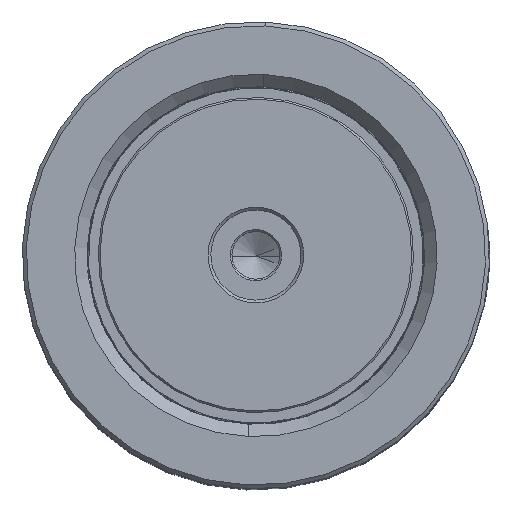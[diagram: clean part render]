
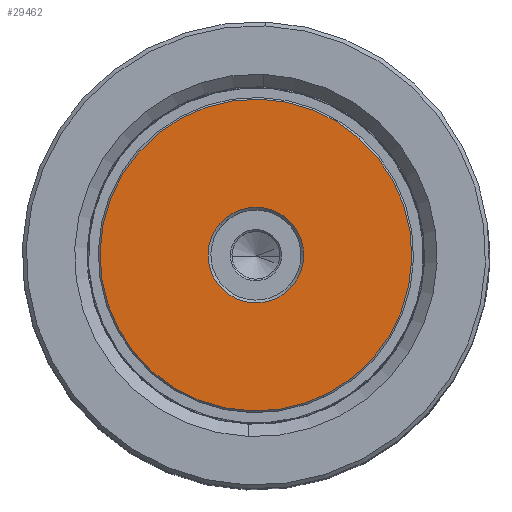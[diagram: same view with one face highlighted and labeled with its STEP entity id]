
A CAD part, top view. The second image highlights one B-rep face of the part: STEP entity #29462.
In plain terms, the highlighted face is planar.
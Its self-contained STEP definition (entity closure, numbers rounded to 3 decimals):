
#67 = EDGE_LOOP ( 'NONE', ( #4225, #49964 ) ) ;
#107 = VERTEX_POINT ( 'NONE', #32114 ) ;
#329 = DIRECTION ( 'NONE',  ( 1., 0., 0. ) ) ;
#471 = DIRECTION ( 'NONE',  ( 0., 0., -1. ) ) ;
#1631 = VERTEX_POINT ( 'NONE', #2101 ) ;
#2101 = CARTESIAN_POINT ( 'NONE',  ( 27.7, 0., 0. ) ) ;
#2459 = ORIENTED_EDGE ( 'NONE', *, *, #35862, .T. ) ;
#3319 = AXIS2_PLACEMENT_3D ( 'NONE', #24934, #4920, #329 ) ;
#3773 = FACE_BOUND ( 'NONE', #67, .T. ) ;
#4225 = ORIENTED_EDGE ( 'NONE', *, *, #10061, .T. ) ;
#4786 = CIRCLE ( 'NONE', #17566, 27.7 ) ;
#4920 = DIRECTION ( 'NONE',  ( 0., 0., 1. ) ) ;
#6321 = EDGE_CURVE ( 'NONE', #20650, #44466, #44587, .T. ) ;
#8634 = CARTESIAN_POINT ( 'NONE',  ( 0., 0., 0. ) ) ;
#8965 = CIRCLE ( 'NONE', #3319, 8.5 ) ;
#9145 = DIRECTION ( 'NONE',  ( 1., 0., 0. ) ) ;
#9318 = EDGE_LOOP ( 'NONE', ( #35902, #2459 ) ) ;
#10061 = EDGE_CURVE ( 'NONE', #44466, #20650, #8965, .T. ) ;
#11951 = AXIS2_PLACEMENT_3D ( 'NONE', #8634, #24481, #25784 ) ;
#15609 = DIRECTION ( 'NONE',  ( 1., 0., 0. ) ) ;
#17566 = AXIS2_PLACEMENT_3D ( 'NONE', #36022, #32154, #15609 ) ;
#20650 = VERTEX_POINT ( 'NONE', #51418 ) ;
#21167 = PLANE ( 'NONE',  #44322 ) ;
#21353 = EDGE_CURVE ( 'NONE', #1631, #107, #4786, .T. ) ;
#21757 = AXIS2_PLACEMENT_3D ( 'NONE', #32402, #471, #48048 ) ;
#24481 = DIRECTION ( 'NONE',  ( 0., 0., 1. ) ) ;
#24934 = CARTESIAN_POINT ( 'NONE',  ( 0., 0., 0. ) ) ;
#25784 = DIRECTION ( 'NONE',  ( 1., 0., 0. ) ) ;
#29462 = ADVANCED_FACE ( 'NONE', ( #36859, #3773 ), #21167, .F. ) ;
#32114 = CARTESIAN_POINT ( 'NONE',  ( -27.7, 0., 0. ) ) ;
#32154 = DIRECTION ( 'NONE',  ( 0., 0., -1. ) ) ;
#32402 = CARTESIAN_POINT ( 'NONE',  ( 0., 0., 0. ) ) ;
#35862 = EDGE_CURVE ( 'NONE', #107, #1631, #47807, .T. ) ;
#35902 = ORIENTED_EDGE ( 'NONE', *, *, #21353, .T. ) ;
#36022 = CARTESIAN_POINT ( 'NONE',  ( 0., 0., 0. ) ) ;
#36859 = FACE_OUTER_BOUND ( 'NONE', #9318, .T. ) ;
#44322 = AXIS2_PLACEMENT_3D ( 'NONE', #48493, #48653, #9145 ) ;
#44466 = VERTEX_POINT ( 'NONE', #50426 ) ;
#44587 = CIRCLE ( 'NONE', #11951, 8.5 ) ;
#47807 = CIRCLE ( 'NONE', #21757, 27.7 ) ;
#48048 = DIRECTION ( 'NONE',  ( 1., 0., 0. ) ) ;
#48493 = CARTESIAN_POINT ( 'NONE',  ( 0., 0., 0. ) ) ;
#48653 = DIRECTION ( 'NONE',  ( 0., 0., 1. ) ) ;
#49964 = ORIENTED_EDGE ( 'NONE', *, *, #6321, .T. ) ;
#50426 = CARTESIAN_POINT ( 'NONE',  ( -8.5, 0., 0. ) ) ;
#51418 = CARTESIAN_POINT ( 'NONE',  ( 8.5, 0., 0. ) ) ;
